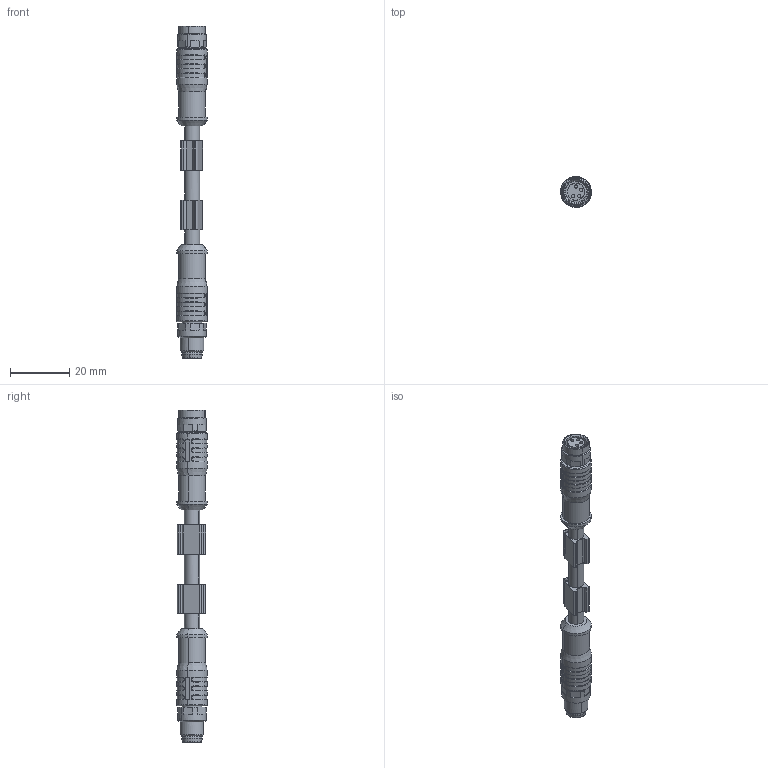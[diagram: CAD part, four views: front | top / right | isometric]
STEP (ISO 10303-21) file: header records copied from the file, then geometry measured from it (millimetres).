
FILE_DESCRIPTION(('CATIA V5 STEP Exchange','CAx-IF Rec.Pracs.--- Model Styling and Organization---1.5--- 2016-08-15','CAx-IF Rec.Pracs.---Supplemental Geometry---1.0---2011-11-01','CAx-IF Rec.Pracs.--- Composite Materials ---1.1---2010-07-15'),'2;1');
FILE_NAME ('461374-2_0', '2024-11-21T10:22:20+00:00', ('none'), ('Weidmueller'), 'CATIA Version 5-6 Release 2022 SP4 HF5', 'CATIA V5 STEP AP214 v3', 'none');
FILE_SCHEMA(('AUTOMOTIVE_DESIGN { 1 0 10303 214 1 1 1 1 }'));
Length unit declared in the file: millimetre
Products named in the file (1): 1296770000
Bounding box: 10.3 x 10.3 x 111.9 mm (x, y, z)
Volume: 6016.9 mm3; surface area: 4148.5 mm2
Topology: 1 solids, 1 shells, 382 faces, 1038 edges, 686 vertices
Faces by surface type: cylinder 140, plane 94, torus 58, bspline 48, cone 34, sphere 8
Entity records: 13541 total; most frequent: CARTESIAN_POINT 5286, ORIENTED_EDGE 2060, DIRECTION 1043, EDGE_CURVE 1030, VERTEX_POINT 686, AXIS2_PLACEMENT_3D 548, EDGE_LOOP 422, ADVANCED_FACE 382
